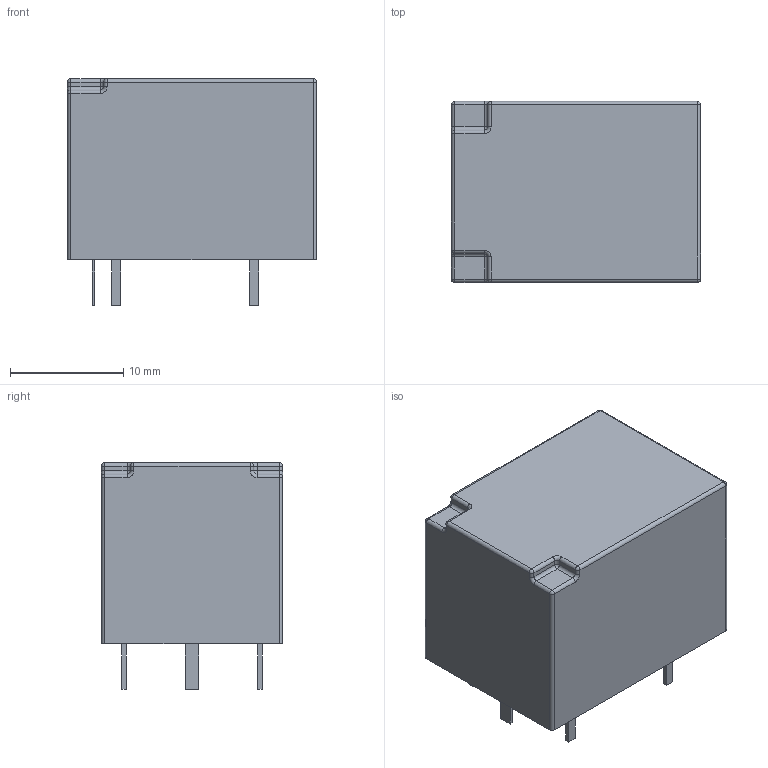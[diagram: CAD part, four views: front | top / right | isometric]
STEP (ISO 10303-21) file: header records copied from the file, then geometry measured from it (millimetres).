
FILE_DESCRIPTION (( 'STEP AP214' ), '1' );
FILE_NAME ('RELAY-TH_JSM1A-X12VX.step', '2022-07-09T13:40:38', ( '' ), ( '' ), 'SwSTEP 2.0', 'SolidWorks 2020', '' );
FILE_SCHEMA (( 'AUTOMOTIVE_DESIGN' ));
Length unit declared in the file: millimetre
Products named in the file (1): RELAY-TH_JSM1A-X12VX
Bounding box: 22 x 16.01 x 20 mm (x, y, z)
Volume: 5617.5 mm3; surface area: 1944 mm2
Topology: 1 solids, 1 shells, 357 faces, 943 edges, 608 vertices
Faces by surface type: plane 203, bspline 112, cylinder 26, sphere 10, torus 6
Entity records: 15089 total; most frequent: CARTESIAN_POINT 4003, ORIENTED_EDGE 1866, DIRECTION 1255, EDGE_CURVE 933, LINE 647, VECTOR 647, VERTEX_POINT 608, EDGE_LOOP 387
